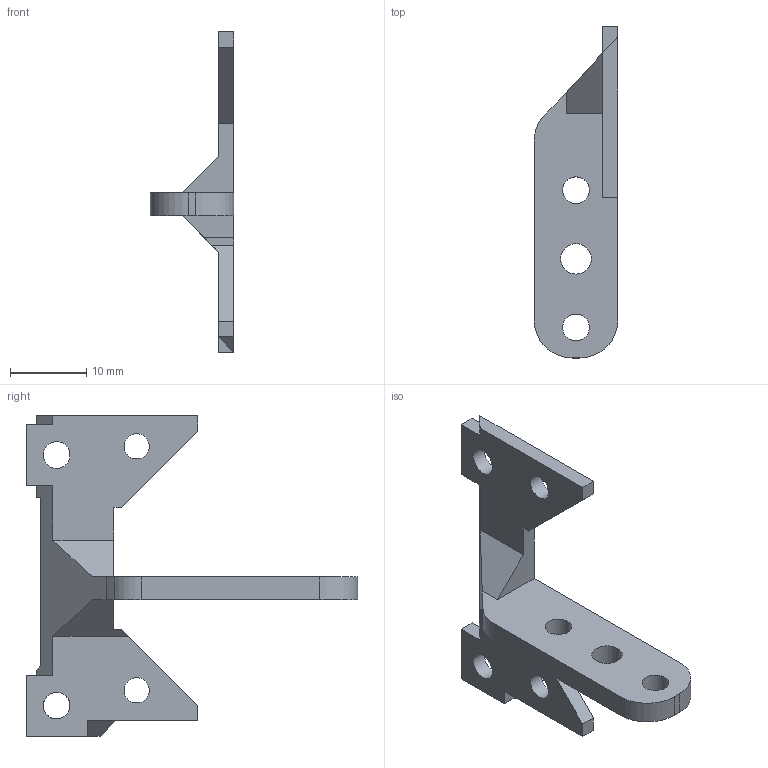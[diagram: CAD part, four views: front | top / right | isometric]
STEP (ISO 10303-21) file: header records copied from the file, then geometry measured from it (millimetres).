
FILE_DESCRIPTION(/* description */ ('STEP AP214'),/* implementation_level */ '2;1');
FILE_NAME(/* name */ 'LGX FF12 mount.stp',/* time_stamp */ '2021-07-12T20:58:19+02:00',/* author */ ('luk'),/* organization */ (''),/* preprocessor_version */ 'ST-DEVELOPER v18',/* originating_system */ 'Autodesk Inventor 2020',/* authorisation */ ' ');
FILE_SCHEMA (('AUTOMOTIVE_DESIGN { 1 0 10303 214 3 1 1 }'));
Length unit declared in the file: millimetre
Products named in the file (1): LGX FF12
Bounding box: 11 x 43.5 x 42 mm (x, y, z)
Volume: 2241.9 mm3; surface area: 2467 mm2
Topology: 1 solids, 1 shells, 47 faces, 153 edges, 120 vertices
Faces by surface type: plane 37, cylinder 10
Full cylindrical faces by diameter (mm): 3.3 x2, 3.5 x4, 4 x1
Entity records: 1733 total; most frequent: CARTESIAN_POINT 309, ORIENTED_EDGE 282, DIRECTION 264, EDGE_CURVE 141, LINE 114, VECTOR 114, VERTEX_POINT 96, AXIS2_PLACEMENT_3D 75
